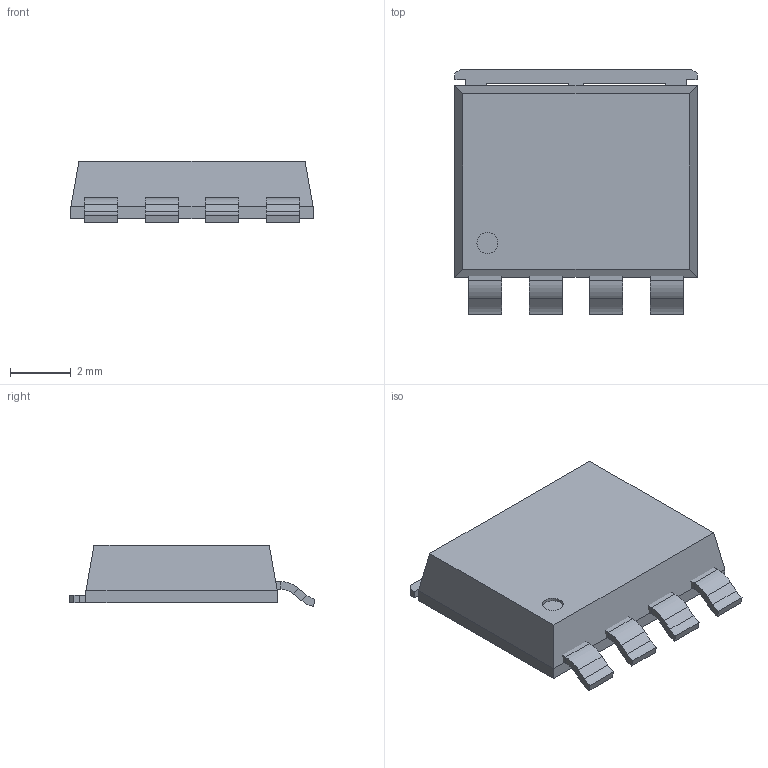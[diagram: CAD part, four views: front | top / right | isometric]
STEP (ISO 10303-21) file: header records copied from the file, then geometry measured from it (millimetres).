
FILE_DESCRIPTION (( 'STEP AP214' ), '1' );
FILE_NAME ('PowerPAK 8x8L.STEP', '2018-06-26T13:53:23', ( '' ), ( '' ), 'SwSTEP 2.0', 'SolidWorks 2017', '' );
FILE_SCHEMA (( 'AUTOMOTIVE_DESIGN' ));
Length unit declared in the file: millimetre
Products named in the file (1): PowerPAK 8x8L
Bounding box: 8 x 8.13 x 2.02 mm (x, y, z)
Volume: 93.1 mm3; surface area: 178.3 mm2
Topology: 6 solids, 6 shells, 105 faces, 224 edges, 132 vertices
Faces by surface type: plane 87, cylinder 18
Entity records: 3829 total; most frequent: DIRECTION 472, CARTESIAN_POINT 462, ORIENTED_EDGE 448, EDGE_CURVE 224, LINE 188, VECTOR 188, AXIS2_PLACEMENT_3D 142, VERTEX_POINT 132
